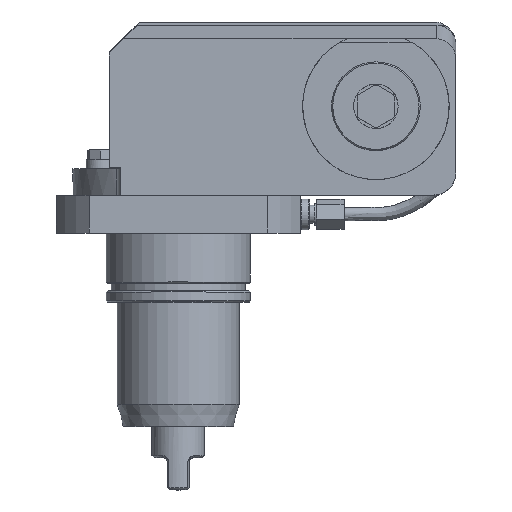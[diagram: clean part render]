
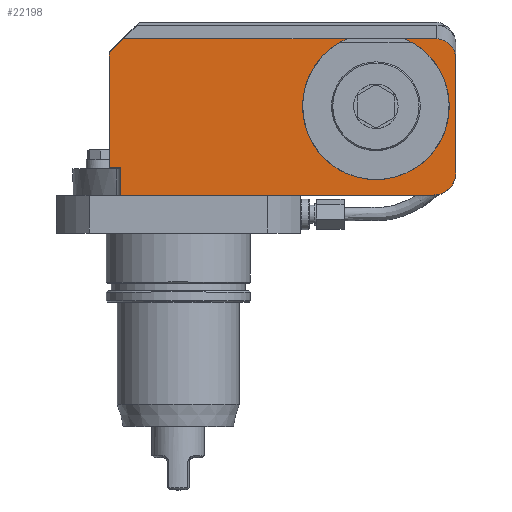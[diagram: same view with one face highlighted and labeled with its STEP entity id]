
A CAD part, top view. The second image highlights one B-rep face of the part: STEP entity #22198.
In plain terms, the highlighted planar face has unit normal (0, 0, 1).
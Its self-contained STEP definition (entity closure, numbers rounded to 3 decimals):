
#361 = VECTOR ( 'NONE', #24203, 1000. ) ;
#363 = CARTESIAN_POINT ( 'NONE',  ( -26., -27.5, 110. ) ) ;
#1068 = CARTESIAN_POINT ( 'NONE',  ( -31., 24., 110. ) ) ;
#1268 = VERTEX_POINT ( 'NONE', #20302 ) ;
#1513 = EDGE_CURVE ( 'NONE', #6640, #11413, #24518, .T. ) ;
#1646 = CARTESIAN_POINT ( 'NONE',  ( 125., 30.352, 110. ) ) ;
#1923 = CARTESIAN_POINT ( 'NONE',  ( 135.694, 30.311, 110. ) ) ;
#2534 = EDGE_CURVE ( 'NONE', #32000, #22520, #6233, .T. ) ;
#2542 = EDGE_CURVE ( 'NONE', #23124, #19377, #27132, .T. ) ;
#2666 = ORIENTED_EDGE ( 'NONE', *, *, #8360, .F. ) ;
#3081 = AXIS2_PLACEMENT_3D ( 'NONE', #21474, #28843, #16438 ) ;
#3161 = ORIENTED_EDGE ( 'NONE', *, *, #21282, .T. ) ;
#3181 = CARTESIAN_POINT ( 'NONE',  ( 115., -40., 110. ) ) ;
#3716 = VERTEX_POINT ( 'NONE', #22022 ) ;
#3828 = CARTESIAN_POINT ( 'NONE',  ( 125., 21.439, 110. ) ) ;
#4163 = ORIENTED_EDGE ( 'NONE', *, *, #2534, .T. ) ;
#4169 = EDGE_CURVE ( 'NONE', #21157, #5221, #10012, .T. ) ;
#4279 = DIRECTION ( 'NONE',  ( 0., 0., 1. ) ) ;
#5004 = ORIENTED_EDGE ( 'NONE', *, *, #10761, .F. ) ;
#5134 = CARTESIAN_POINT ( 'NONE',  ( -26., -27.5, 110. ) ) ;
#5185 = AXIS2_PLACEMENT_3D ( 'NONE', #11507, #4279, #26803 ) ;
#5221 = VERTEX_POINT ( 'NONE', #15567 ) ;
#5395 = ORIENTED_EDGE ( 'NONE', *, *, #25310, .F. ) ;
#5958 = ORIENTED_EDGE ( 'NONE', *, *, #20579, .F. ) ;
#6233 = CIRCLE ( 'NONE', #5185, 10. ) ;
#6640 = VERTEX_POINT ( 'NONE', #22601 ) ;
#6656 = LINE ( 'NONE', #19243, #29425 ) ;
#6759 = CARTESIAN_POINT ( 'NONE',  ( -26., -40., 110. ) ) ;
#7116 = VECTOR ( 'NONE', #20317, 1000. ) ;
#7212 = CARTESIAN_POINT ( 'NONE',  ( -26., -27.5, 110. ) ) ;
#7383 = EDGE_CURVE ( 'NONE', #16687, #11413, #15807, .T. ) ;
#7686 = CARTESIAN_POINT ( 'NONE',  ( 125., -30., 110. ) ) ;
#8036 = VECTOR ( 'NONE', #23551, 1000. ) ;
#8360 = EDGE_CURVE ( 'NONE', #29074, #16687, #20943, .T. ) ;
#9733 = FACE_OUTER_BOUND ( 'NONE', #18858, .T. ) ;
#9866 = EDGE_CURVE ( 'NONE', #19377, #29074, #30106, .T. ) ;
#10012 = LINE ( 'NONE', #17328, #22440 ) ;
#10042 = ORIENTED_EDGE ( 'NONE', *, *, #1513, .T. ) ;
#10761 = EDGE_CURVE ( 'NONE', #6640, #1268, #26546, .T. ) ;
#11413 = VERTEX_POINT ( 'NONE', #12246 ) ;
#11507 = CARTESIAN_POINT ( 'NONE',  ( 115., -30., 110. ) ) ;
#11820 = VECTOR ( 'NONE', #14234, 1000. ) ;
#12246 = CARTESIAN_POINT ( 'NONE',  ( -24.648, 30.352, 110. ) ) ;
#12773 = ORIENTED_EDGE ( 'NONE', *, *, #31965, .F. ) ;
#13022 = CARTESIAN_POINT ( 'NONE',  ( 125., -40., 110. ) ) ;
#13287 = CARTESIAN_POINT ( 'NONE',  ( -26., -40., 110. ) ) ;
#13612 = VECTOR ( 'NONE', #15631, 1000. ) ;
#14025 = DIRECTION ( 'NONE',  ( 0.707, 0.707, 0. ) ) ;
#14234 = DIRECTION ( 'NONE',  ( -1., 0.001, 0. ) ) ;
#14286 = DIRECTION ( 'NONE',  ( 0., 1., 0. ) ) ;
#15433 = VECTOR ( 'NONE', #14025, 1000. ) ;
#15567 = CARTESIAN_POINT ( 'NONE',  ( 86.99, 30.352, 110. ) ) ;
#15631 = DIRECTION ( 'NONE',  ( 0., -1., 0. ) ) ;
#15807 = LINE ( 'NONE', #1068, #15433 ) ;
#15819 = ORIENTED_EDGE ( 'NONE', *, *, #2542, .F. ) ;
#16110 = CARTESIAN_POINT ( 'NONE',  ( -31., -27.5, 110. ) ) ;
#16438 = DIRECTION ( 'NONE',  ( 0.708, 0.707, 0. ) ) ;
#16687 = VERTEX_POINT ( 'NONE', #30739 ) ;
#16743 = DIRECTION ( 'NONE',  ( 0., 0., 1. ) ) ;
#17328 = CARTESIAN_POINT ( 'NONE',  ( 125., 30.352, 110. ) ) ;
#18858 = EDGE_LOOP ( 'NONE', ( #29522, #5958, #5004, #10042, #20173, #2666, #32315, #15819, #5395, #4163, #12773, #3161 ) ) ;
#19243 = CARTESIAN_POINT ( 'NONE',  ( -26., -40., 110. ) ) ;
#19377 = VERTEX_POINT ( 'NONE', #5134 ) ;
#20031 = CARTESIAN_POINT ( 'NONE',  ( 116.5, 30.352, 110. ) ) ;
#20173 = ORIENTED_EDGE ( 'NONE', *, *, #7383, .F. ) ;
#20302 = CARTESIAN_POINT ( 'NONE',  ( 101.982, 30.339, 110. ) ) ;
#20317 = DIRECTION ( 'NONE',  ( -1., 0., 0. ) ) ;
#20579 = EDGE_CURVE ( 'NONE', #1268, #5221, #22014, .T. ) ;
#20943 = LINE ( 'NONE', #27964, #8036 ) ;
#21153 = CARTESIAN_POINT ( 'NONE',  ( 116.5, 30.352, 110. ) ) ;
#21157 = VERTEX_POINT ( 'NONE', #20031 ) ;
#21282 = EDGE_CURVE ( 'NONE', #3716, #21157, #26987, .T. ) ;
#21474 = CARTESIAN_POINT ( 'NONE',  ( 89., 0., 110. ) ) ;
#21784 = DIRECTION ( 'NONE',  ( 1., 0., 0. ) ) ;
#21907 = DIRECTION ( 'NONE',  ( -1., 0., 0. ) ) ;
#22014 = LINE ( 'NONE', #1923, #11820 ) ;
#22022 = CARTESIAN_POINT ( 'NONE',  ( 125., 21.439, 110. ) ) ;
#22198 = ADVANCED_FACE ( 'Defeature completata1_1473', ( #9733 ), #26502, .T. ) ;
#22440 = VECTOR ( 'NONE', #21907, 1000. ) ;
#22510 = AXIS2_PLACEMENT_3D ( 'NONE', #6759, #16743, #21784 ) ;
#22520 = VERTEX_POINT ( 'NONE', #7686 ) ;
#22601 = CARTESIAN_POINT ( 'NONE',  ( 76.047, 30.352, 110. ) ) ;
#23124 = VERTEX_POINT ( 'NONE', #13287 ) ;
#23434 = VECTOR ( 'NONE', #14286, 1000. ) ;
#23551 = DIRECTION ( 'NONE',  ( 0., 1., 0. ) ) ;
#24203 = DIRECTION ( 'NONE',  ( -1., 0., 0. ) ) ;
#24518 = LINE ( 'NONE', #1646, #361 ) ;
#25310 = EDGE_CURVE ( 'NONE', #32000, #23124, #6656, .T. ) ;
#26502 = PLANE ( 'NONE',  #22510 ) ;
#26546 = CIRCLE ( 'NONE', #3081, 33. ) ;
#26803 = DIRECTION ( 'NONE',  ( 1., 0., 0. ) ) ;
#26987 =( BOUNDED_CURVE ( )  B_SPLINE_CURVE ( 3, ( #3828, #30465, #30625, #21153 ),
 .UNSPECIFIED., .F., .T. ) 
 B_SPLINE_CURVE_WITH_KNOTS ( ( 4, 4 ),
 ( 1.571, 3.142 ),
 .UNSPECIFIED. ) 
 CURVE ( )  GEOMETRIC_REPRESENTATION_ITEM ( )  RATIONAL_B_SPLINE_CURVE ( ( 1., 0.805, 0.805, 1. ) ) 
 REPRESENTATION_ITEM ( '' )  );
#27132 = LINE ( 'NONE', #7212, #23434 ) ;
#27964 = CARTESIAN_POINT ( 'NONE',  ( -31., -27.5, 110. ) ) ;
#28843 = DIRECTION ( 'NONE',  ( 0., 0., 1. ) ) ;
#29074 = VERTEX_POINT ( 'NONE', #16110 ) ;
#29425 = VECTOR ( 'NONE', #31796, 1000. ) ;
#29522 = ORIENTED_EDGE ( 'NONE', *, *, #4169, .T. ) ;
#30106 = LINE ( 'NONE', #363, #7116 ) ;
#30465 = CARTESIAN_POINT ( 'NONE',  ( 125., 26.66, 110. ) ) ;
#30625 = CARTESIAN_POINT ( 'NONE',  ( 121.479, 30.352, 110. ) ) ;
#30739 = CARTESIAN_POINT ( 'NONE',  ( -31., 24., 110. ) ) ;
#30789 = LINE ( 'NONE', #13022, #13612 ) ;
#31796 = DIRECTION ( 'NONE',  ( -1., 0., 0. ) ) ;
#31965 = EDGE_CURVE ( 'NONE', #3716, #22520, #30789, .T. ) ;
#32000 = VERTEX_POINT ( 'NONE', #3181 ) ;
#32315 = ORIENTED_EDGE ( 'NONE', *, *, #9866, .F. ) ;
